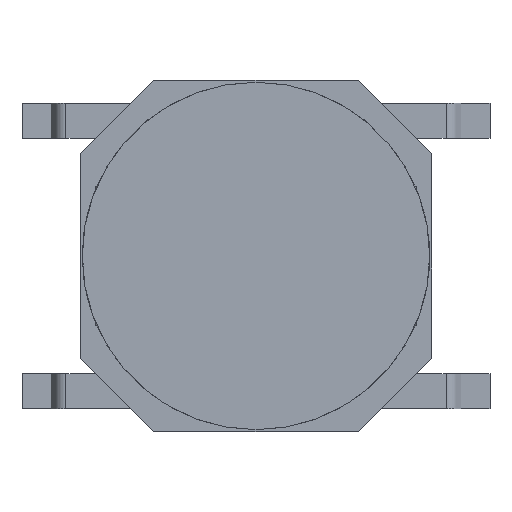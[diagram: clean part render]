
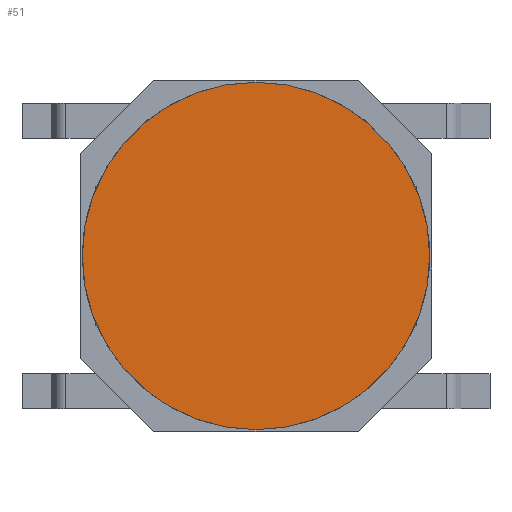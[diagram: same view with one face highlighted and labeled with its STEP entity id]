
A CAD part, top view. The second image highlights one B-rep face of the part: STEP entity #51.
In plain terms, the highlighted planar face has unit normal (0, 0, 1).
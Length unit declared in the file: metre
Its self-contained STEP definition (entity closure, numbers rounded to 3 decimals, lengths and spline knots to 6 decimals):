
#51 = ADVANCED_FACE( '', ( #152 ), #153, .T. );
#152 = FACE_OUTER_BOUND( '', #357, .T. );
#153 = PLANE( '', #358 );
#357 = EDGE_LOOP( '', ( #587 ) );
#358 = AXIS2_PLACEMENT_3D( '', #588, #589, #590 );
#587 = ORIENTED_EDGE( '', *, *, #1356, .F. );
#588 = CARTESIAN_POINT( '', ( -0.00247, -0.00247, 0.00074 ) );
#589 = DIRECTION( '', ( 0., 0., 1. ) );
#590 = DIRECTION( '', ( 1., 0., 0. ) );
#1356 = EDGE_CURVE( '', #1621, #1621, #1622, .T. );
#1621 = VERTEX_POINT( '', #2056 );
#1622 = CIRCLE( '', #2057, 0.002375 );
#2056 = CARTESIAN_POINT( '', ( -0.002375, 0., 0.00074 ) );
#2057 = AXIS2_PLACEMENT_3D( '', #2659, #2660, #2661 );
#2659 = CARTESIAN_POINT( '', ( 0., 0., 0.00074 ) );
#2660 = DIRECTION( '', ( 0., 0., -1. ) );
#2661 = DIRECTION( '', ( -1., 0., 0. ) );
